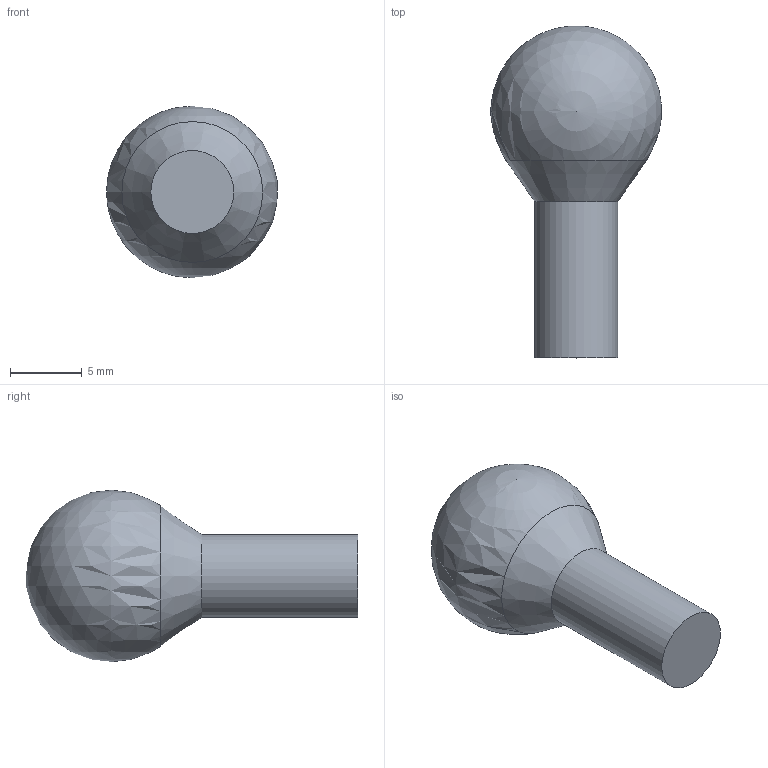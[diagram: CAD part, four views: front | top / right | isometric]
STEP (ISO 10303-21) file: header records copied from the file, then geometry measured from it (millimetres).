
FILE_DESCRIPTION(/* description */ (''),/* implementation_level */ '2;1');
FILE_NAME(/* name */ 'Ball Joint''s Baseless Ball.step',/* time_stamp */ '2025-09-15T05:17:44+01:00',/* author */ (''),/* organization */ (''),/* preprocessor_version */ 'ST-DEVELOPER v20.1',/* originating_system */ 'Autodesk Translation Framework v14.17.0.0',/* authorisation */ '');
FILE_SCHEMA (('AUTOMOTIVE_DESIGN { 1 0 10303 214 3 1 1 }'));
Length unit declared in the file: millimetre
Products named in the file (2): Ball Joint's Baseless Ball; ball
Assembly tree (1 placements, depth 2):
  Ball Joint's Baseless Ball
    ball
Bounding box: 11.96 x 23.21 x 12 mm (x, y, z)
Volume: 1229.1 mm3; surface area: 667.8 mm2
Topology: 1 solids, 1 shells, 4 faces, 8 edges, 5 vertices
Faces by surface type: plane 1, cylinder 1, cone 1, sphere 1
Full cylindrical faces by diameter (mm): 5.8 x1
Entity records: 151 total; most frequent: DIRECTION 24, CARTESIAN_POINT 18, ORIENTED_EDGE 12, AXIS2_PLACEMENT_3D 11, EDGE_CURVE 6, EDGE_LOOP 5, VERTEX_POINT 5, FACE_OUTER_BOUND 4
